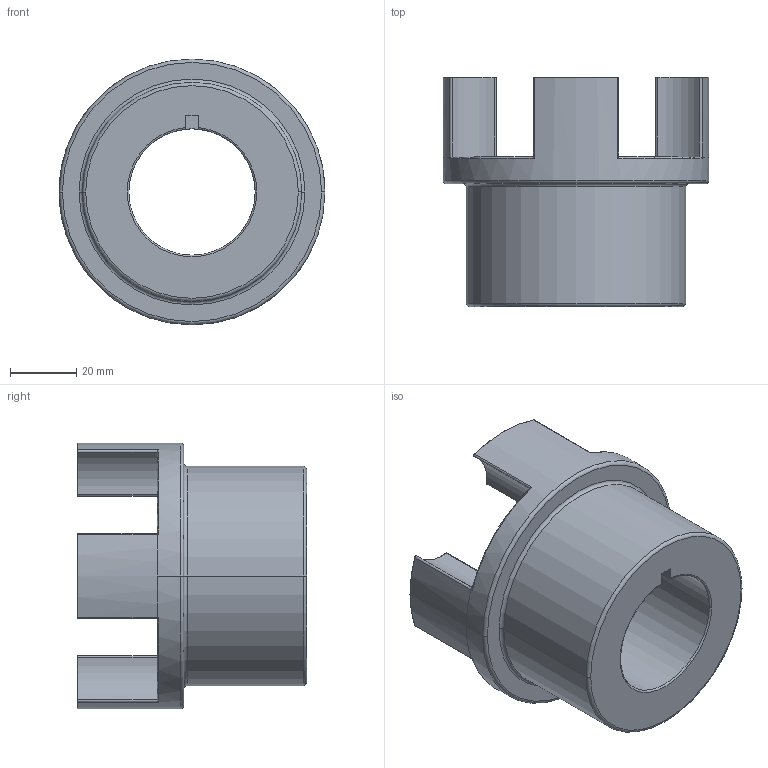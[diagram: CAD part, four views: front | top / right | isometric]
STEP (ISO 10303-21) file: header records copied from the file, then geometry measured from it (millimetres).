
FILE_DESCRIPTION(('CATIA V5 STEP Exchange'),'2;1');
FILE_NAME('Coupling A.stp','2021-07-12T17:19:28+00:00',('none'),('none'),'CATIA Version 5 Release 19 GA (IN-10)','CATIA V5 STEP AP203','none');
FILE_SCHEMA(('CONFIG_CONTROL_DESIGN'));
Length unit declared in the file: millimetre
Products named in the file (1): Coupling A
Bounding box: 80 x 69 x 80 mm (x, y, z)
Volume: 141709.6 mm3; surface area: 29512.8 mm2
Topology: 1 solids, 1 shells, 93 faces, 231 edges, 141 vertices
Faces by surface type: torus 46, cylinder 35, plane 12
Entity records: 2710 total; most frequent: CARTESIAN_POINT 529, ORIENTED_EDGE 462, DIRECTION 391, AXIS2_PLACEMENT_3D 254, EDGE_CURVE 231, CIRCLE 167, VERTEX_POINT 141, EDGE_LOOP 96
